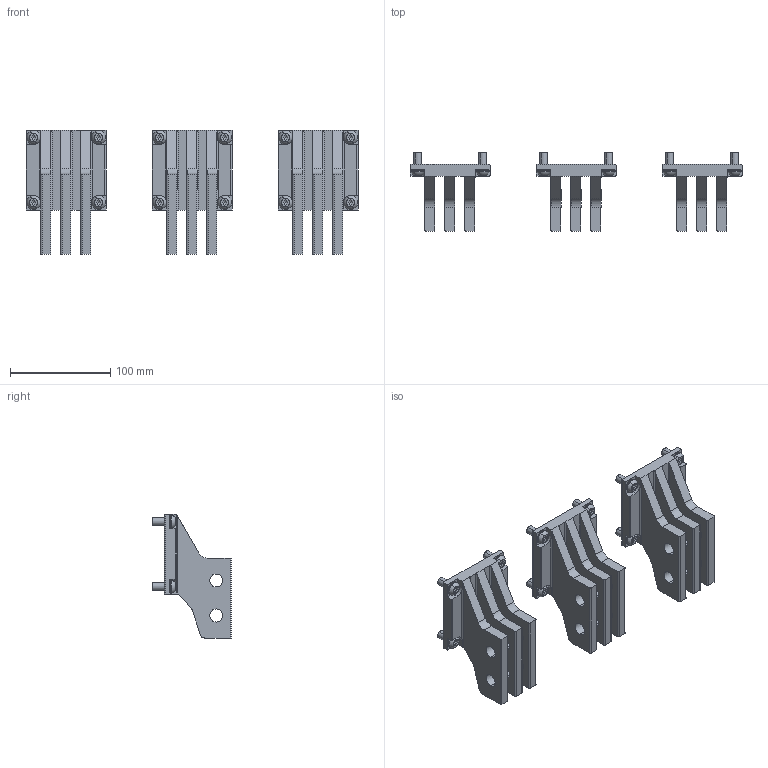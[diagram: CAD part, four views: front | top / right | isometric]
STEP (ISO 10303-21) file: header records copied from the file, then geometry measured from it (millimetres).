
FILE_DESCRIPTION(('CATIA V5 STEP Exchange'),'2;1');
FILE_NAME('1SDH001252R0471_1PA_001_00_E4.2_III_W_SPREAD_VR_TERM_4000A_LO_N0778.stp','2016-08-24T09:03:47+00:00',('none'),('none'),'CATIA Version 5 Release 20 SP 6 (IN-10)','CATIA V5 STEP AP203','none');
FILE_SCHEMA(('CONFIG_CONTROL_DESIGN'));
Length unit declared in the file: millimetre
Products named in the file (1): 1SDH001252R0471_1PA_001_00_E4.2_III_W_SPREAD_VR_TERM_4000A_LO_N0778
Bounding box: 332 x 78.4 x 124 mm (x, y, z)
Volume: 585571.3 mm3; surface area: 151771.5 mm2
Topology: 3 solids, 3 shells, 639 faces, 1677 edges, 1092 vertices
Faces by surface type: plane 339, cylinder 252, sphere 24, cone 24
Entity records: 19017 total; most frequent: CARTESIAN_POINT 4501, ORIENTED_EDGE 3306, DIRECTION 2313, EDGE_CURVE 1653, VERTEX_POINT 1092, AXIS2_PLACEMENT_3D 958, VECTOR 921, LINE 921
